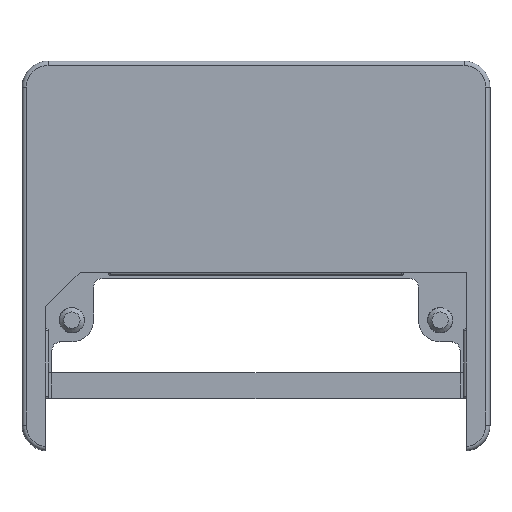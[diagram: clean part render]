
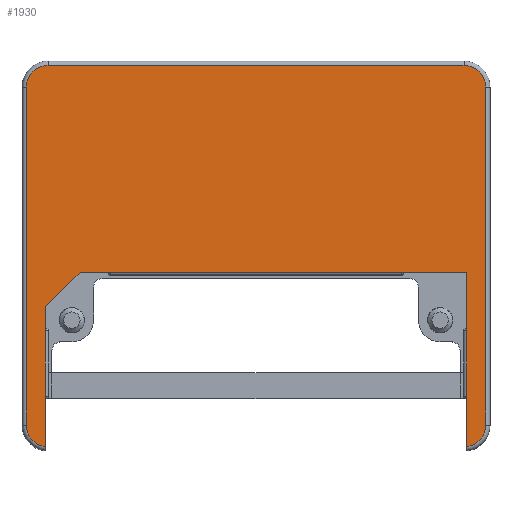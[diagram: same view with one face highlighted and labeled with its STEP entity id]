
A CAD part, top view. The second image highlights one B-rep face of the part: STEP entity #1930.
In plain terms, the highlighted planar face has unit normal (0, 0, 1).
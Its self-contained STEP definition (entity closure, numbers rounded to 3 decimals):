
#432 = VERTEX_POINT('',#433);
#433 = CARTESIAN_POINT('',(51.3,0.518,3.2));
#450 = EDGE_CURVE('',#432,#451,#453,.T.);
#451 = VERTEX_POINT('',#452);
#452 = CARTESIAN_POINT('',(51.3,6.3,3.2));
#453 = LINE('',#454,#455);
#454 = CARTESIAN_POINT('',(51.3,32.825,3.2));
#455 = VECTOR('',#456,1.);
#456 = DIRECTION('',(0.,1.,0.));
#548 = VERTEX_POINT('',#549);
#549 = CARTESIAN_POINT('',(51.3,13.9,3.2));
#564 = EDGE_CURVE('',#548,#565,#567,.T.);
#565 = VERTEX_POINT('',#566);
#566 = CARTESIAN_POINT('',(51.3,20.65,3.2));
#567 = LINE('',#568,#569);
#568 = CARTESIAN_POINT('',(51.3,32.825,3.2));
#569 = VECTOR('',#570,1.);
#570 = DIRECTION('',(0.,1.,0.));
#766 = VERTEX_POINT('',#767);
#767 = CARTESIAN_POINT('',(53.5,3.,3.2));
#774 = EDGE_CURVE('',#432,#766,#775,.T.);
#775 = CIRCLE('',#776,2.5);
#776 = AXIS2_PLACEMENT_3D('',#777,#778,#779);
#777 = CARTESIAN_POINT('',(51.,3.,3.2));
#778 = DIRECTION('',(0.,0.,1.));
#779 = DIRECTION('',(0.,-1.,0.));
#849 = VERTEX_POINT('',#850);
#850 = CARTESIAN_POINT('',(2.7,16.65,3.2));
#856 = EDGE_CURVE('',#857,#849,#859,.T.);
#857 = VERTEX_POINT('',#858);
#858 = CARTESIAN_POINT('',(2.7,13.9,3.2));
#859 = LINE('',#860,#861);
#860 = CARTESIAN_POINT('',(2.7,25.53,3.2));
#861 = VECTOR('',#862,1.);
#862 = DIRECTION('',(0.,1.,0.));
#924 = VERTEX_POINT('',#925);
#925 = CARTESIAN_POINT('',(2.7,6.3,3.2));
#978 = EDGE_CURVE('',#979,#924,#981,.T.);
#979 = VERTEX_POINT('',#980);
#980 = CARTESIAN_POINT('',(2.7,0.518,3.2));
#981 = LINE('',#982,#983);
#982 = CARTESIAN_POINT('',(2.7,25.53,3.2));
#983 = VECTOR('',#984,1.);
#984 = DIRECTION('',(0.,1.,0.));
#1671 = EDGE_CURVE('',#565,#1672,#1674,.T.);
#1672 = VERTEX_POINT('',#1673);
#1673 = CARTESIAN_POINT('',(43.8,20.65,3.2));
#1674 = LINE('',#1675,#1676);
#1675 = CARTESIAN_POINT('',(30.35,20.65,3.2));
#1676 = VECTOR('',#1677,1.);
#1677 = DIRECTION('',(-1.,0.,0.));
#1861 = VERTEX_POINT('',#1862);
#1862 = CARTESIAN_POINT('',(10.2,20.65,3.2));
#1911 = EDGE_CURVE('',#1861,#1912,#1914,.T.);
#1912 = VERTEX_POINT('',#1913);
#1913 = CARTESIAN_POINT('',(6.7,20.65,3.2));
#1914 = LINE('',#1915,#1916);
#1915 = CARTESIAN_POINT('',(30.35,20.65,3.2));
#1916 = VECTOR('',#1917,1.);
#1917 = DIRECTION('',(-1.,0.,0.));
#1930 = ADVANCED_FACE('',(#1931),#2013,.F.);
#1931 = FACE_BOUND('',#1932,.F.);
#1932 = EDGE_LOOP('',(#1933,#1943,#1952,#1958,#1959,#1960,#1966,#1967,
    #1968,#1974,#1975,#1981,#1982,#1988,#1989,#1998,#2006));
#1933 = ORIENTED_EDGE('',*,*,#1934,.F.);
#1934 = EDGE_CURVE('',#1935,#1937,#1939,.T.);
#1935 = VERTEX_POINT('',#1936);
#1936 = CARTESIAN_POINT('',(51.,44.5,3.2));
#1937 = VERTEX_POINT('',#1938);
#1938 = CARTESIAN_POINT('',(3.,44.5,3.2));
#1939 = LINE('',#1940,#1941);
#1940 = CARTESIAN_POINT('',(51.,44.5,3.2));
#1941 = VECTOR('',#1942,1.);
#1942 = DIRECTION('',(-1.,0.,0.));
#1943 = ORIENTED_EDGE('',*,*,#1944,.F.);
#1944 = EDGE_CURVE('',#1945,#1935,#1947,.T.);
#1945 = VERTEX_POINT('',#1946);
#1946 = CARTESIAN_POINT('',(53.5,42.,3.2));
#1947 = CIRCLE('',#1948,2.5);
#1948 = AXIS2_PLACEMENT_3D('',#1949,#1950,#1951);
#1949 = CARTESIAN_POINT('',(51.,42.,3.2));
#1950 = DIRECTION('',(0.,0.,1.));
#1951 = DIRECTION('',(1.,0.,0.));
#1952 = ORIENTED_EDGE('',*,*,#1953,.F.);
#1953 = EDGE_CURVE('',#766,#1945,#1954,.T.);
#1954 = LINE('',#1955,#1956);
#1955 = CARTESIAN_POINT('',(53.5,3.,3.2));
#1956 = VECTOR('',#1957,1.);
#1957 = DIRECTION('',(0.,1.,0.));
#1958 = ORIENTED_EDGE('',*,*,#774,.F.);
#1959 = ORIENTED_EDGE('',*,*,#450,.T.);
#1960 = ORIENTED_EDGE('',*,*,#1961,.T.);
#1961 = EDGE_CURVE('',#451,#548,#1962,.T.);
#1962 = LINE('',#1963,#1964);
#1963 = CARTESIAN_POINT('',(51.3,32.825,3.2));
#1964 = VECTOR('',#1965,1.);
#1965 = DIRECTION('',(0.,1.,0.));
#1966 = ORIENTED_EDGE('',*,*,#564,.T.);
#1967 = ORIENTED_EDGE('',*,*,#1671,.T.);
#1968 = ORIENTED_EDGE('',*,*,#1969,.T.);
#1969 = EDGE_CURVE('',#1672,#1861,#1970,.T.);
#1970 = LINE('',#1971,#1972);
#1971 = CARTESIAN_POINT('',(30.35,20.65,3.2));
#1972 = VECTOR('',#1973,1.);
#1973 = DIRECTION('',(-1.,0.,0.));
#1974 = ORIENTED_EDGE('',*,*,#1911,.T.);
#1975 = ORIENTED_EDGE('',*,*,#1976,.T.);
#1976 = EDGE_CURVE('',#1912,#849,#1977,.T.);
#1977 = LINE('',#1978,#1979);
#1978 = CARTESIAN_POINT('',(22.613,36.563,3.2));
#1979 = VECTOR('',#1980,1.);
#1980 = DIRECTION('',(-0.707,-0.707,0.
    ));
#1981 = ORIENTED_EDGE('',*,*,#856,.F.);
#1982 = ORIENTED_EDGE('',*,*,#1983,.F.);
#1983 = EDGE_CURVE('',#924,#857,#1984,.T.);
#1984 = LINE('',#1985,#1986);
#1985 = CARTESIAN_POINT('',(2.7,25.53,3.2));
#1986 = VECTOR('',#1987,1.);
#1987 = DIRECTION('',(0.,1.,0.));
#1988 = ORIENTED_EDGE('',*,*,#978,.F.);
#1989 = ORIENTED_EDGE('',*,*,#1990,.F.);
#1990 = EDGE_CURVE('',#1991,#979,#1993,.T.);
#1991 = VERTEX_POINT('',#1992);
#1992 = CARTESIAN_POINT('',(0.5,3.,3.2));
#1993 = CIRCLE('',#1994,2.5);
#1994 = AXIS2_PLACEMENT_3D('',#1995,#1996,#1997);
#1995 = CARTESIAN_POINT('',(3.,3.,3.2));
#1996 = DIRECTION('',(0.,0.,1.));
#1997 = DIRECTION('',(-1.,0.,0.));
#1998 = ORIENTED_EDGE('',*,*,#1999,.F.);
#1999 = EDGE_CURVE('',#2000,#1991,#2002,.T.);
#2000 = VERTEX_POINT('',#2001);
#2001 = CARTESIAN_POINT('',(0.5,42.,3.2));
#2002 = LINE('',#2003,#2004);
#2003 = CARTESIAN_POINT('',(0.5,42.,3.2));
#2004 = VECTOR('',#2005,1.);
#2005 = DIRECTION('',(0.,-1.,0.));
#2006 = ORIENTED_EDGE('',*,*,#2007,.F.);
#2007 = EDGE_CURVE('',#1937,#2000,#2008,.T.);
#2008 = CIRCLE('',#2009,2.5);
#2009 = AXIS2_PLACEMENT_3D('',#2010,#2011,#2012);
#2010 = CARTESIAN_POINT('',(3.,42.,3.2));
#2011 = DIRECTION('',(0.,0.,1.));
#2012 = DIRECTION('',(0.,1.,0.));
#2013 = PLANE('',#2014);
#2014 = AXIS2_PLACEMENT_3D('',#2015,#2016,#2017);
#2015 = CARTESIAN_POINT('',(54.,45.,3.2));
#2016 = DIRECTION('',(0.,0.,-1.));
#2017 = DIRECTION('',(0.,-1.,0.));
